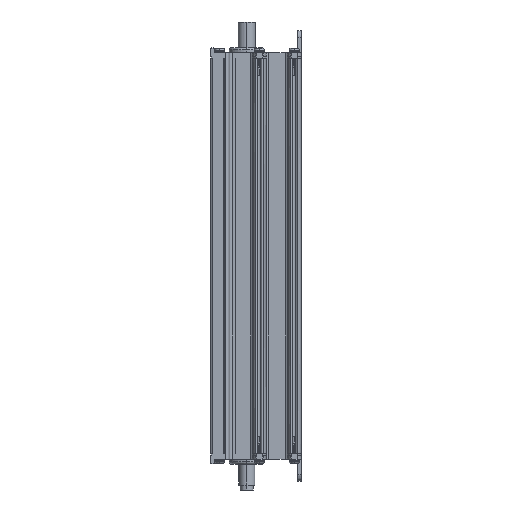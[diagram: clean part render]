
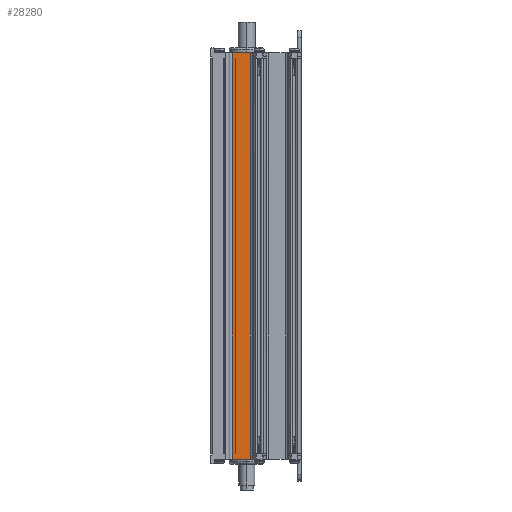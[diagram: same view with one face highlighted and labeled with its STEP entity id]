
A CAD part, left-side view. The second image highlights one B-rep face of the part: STEP entity #28280.
In plain terms, the highlighted planar face has unit normal (-1, 0, 0).
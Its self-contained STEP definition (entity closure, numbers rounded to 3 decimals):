
#11400=CARTESIAN_POINT('',(-30.55,2.012,1.6));
#11410=VERTEX_POINT('',#11400);
#11440=CARTESIAN_POINT('',(-30.55,9.816,1.6));
#11450=DIRECTION('',(0.,-1.,0.));
#11460=VECTOR('',#11450,1.);
#11470=LINE('',#11440,#11460);
#11480=CARTESIAN_POINT('',(-30.55,9.816,1.6));
#11490=VERTEX_POINT('',#11480);
#11500=EDGE_CURVE('',#11490,#11410,#11470,.T.);
#27490=CARTESIAN_POINT('',(-30.55,2.012,-173.2));
#27500=VERTEX_POINT('',#27490);
#27530=CARTESIAN_POINT('',(-30.55,2.012,0.));
#27540=DIRECTION('',(0.,0.,1.));
#27550=VECTOR('',#27540,1.);
#27560=LINE('',#27530,#27550);
#27570=EDGE_CURVE('',#27500,#11410,#27560,.T.);
#27630=CARTESIAN_POINT('',(-30.55,1.1,0.));
#27640=DIRECTION('',(1.,0.,0.));
#27650=DIRECTION('',(0.,1.,0.));
#27660=AXIS2_PLACEMENT_3D('',#27630,#27640,#27650);
#27670=PLANE('',#27660);
#27680=CARTESIAN_POINT('',(-30.55,9.816,-173.2));
#27690=DIRECTION('',(0.,-1.,0.));
#27700=VECTOR('',#27690,1.);
#27710=LINE('',#27680,#27700);
#27720=CARTESIAN_POINT('',(-30.55,9.816,-173.2));
#27730=VERTEX_POINT('',#27720);
#27740=EDGE_CURVE('',#27730,#27500,#27710,.T.);
#27750=ORIENTED_EDGE('',*,*,#27740,.T.);
#27760=CARTESIAN_POINT('',(-30.55,9.816,1.6));
#27770=DIRECTION('',(0.,0.,-1.));
#27780=VECTOR('',#27770,1.);
#27790=LINE('',#27760,#27780);
#27800=EDGE_CURVE('',#11490,#27730,#27790,.T.);
#27810=ORIENTED_EDGE('',*,*,#27800,.T.);
#27820=ORIENTED_EDGE('',*,*,#11500,.F.);
#27830=ORIENTED_EDGE('',*,*,#27570,.T.);
#27840=EDGE_LOOP('',(#27830,#27820,#27810,#27750));
#27850=FACE_OUTER_BOUND('',#27840,.T.);
#27860=CARTESIAN_POINT('',(-30.55,8.127,-0.8));
#27870=DIRECTION('',(0.,0.,-1.));
#27880=VECTOR('',#27870,1.);
#27890=LINE('',#27860,#27880);
#27900=CARTESIAN_POINT('',(-30.55,8.127,-0.8));
#27910=VERTEX_POINT('',#27900);
#27920=CARTESIAN_POINT('',(-30.55,8.127,-170.8));
#27930=VERTEX_POINT('',#27920);
#27940=EDGE_CURVE('',#27910,#27930,#27890,.T.);
#27950=ORIENTED_EDGE('',*,*,#27940,.T.);
#27960=CARTESIAN_POINT('',(-30.55,2.012,-0.8));
#27970=DIRECTION('',(0.,1.,0.));
#27980=VECTOR('',#27970,1.);
#27990=LINE('',#27960,#27980);
#28000=CARTESIAN_POINT('',(-30.55,8.268,-0.8));
#28010=VERTEX_POINT('',#28000);
#28020=EDGE_CURVE('',#27910,#28010,#27990,.T.);
#28030=ORIENTED_EDGE('',*,*,#28020,.F.);
#28040=CARTESIAN_POINT('',(-30.55,0.,-0.8));
#28050=DIRECTION('',(0.,-1.,0.));
#28060=VECTOR('',#28050,1.);
#28070=LINE('',#28040,#28060);
#28080=CARTESIAN_POINT('',(-30.55,8.347,-0.8));
#28090=VERTEX_POINT('',#28080);
#28100=EDGE_CURVE('',#28090,#28010,#28070,.T.);
#28110=ORIENTED_EDGE('',*,*,#28100,.T.);
#28120=CARTESIAN_POINT('',(-30.55,8.35,-170.8));
#28130=DIRECTION('',(0.,0.,1.));
#28140=VECTOR('',#28130,1.);
#28150=LINE('',#28120,#28140);
#28160=CARTESIAN_POINT('',(-30.55,8.35,-170.8));
#28170=VERTEX_POINT('',#28160);
#28180=EDGE_CURVE('',#28170,#28090,#28150,.T.);
#28190=ORIENTED_EDGE('',*,*,#28180,.T.);
#28200=CARTESIAN_POINT('',(-30.55,2.012,-170.8));
#28210=DIRECTION('',(0.,1.,0.));
#28220=VECTOR('',#28210,1.);
#28230=LINE('',#28200,#28220);
#28240=EDGE_CURVE('',#27930,#28170,#28230,.T.);
#28250=ORIENTED_EDGE('',*,*,#28240,.T.);
#28260=EDGE_LOOP('',(#28250,#28190,#28110,#28030,#27950));
#28270=FACE_BOUND('',#28260,.T.);
#28280=ADVANCED_FACE('',(#27850,#28270),#27670,.F.);
